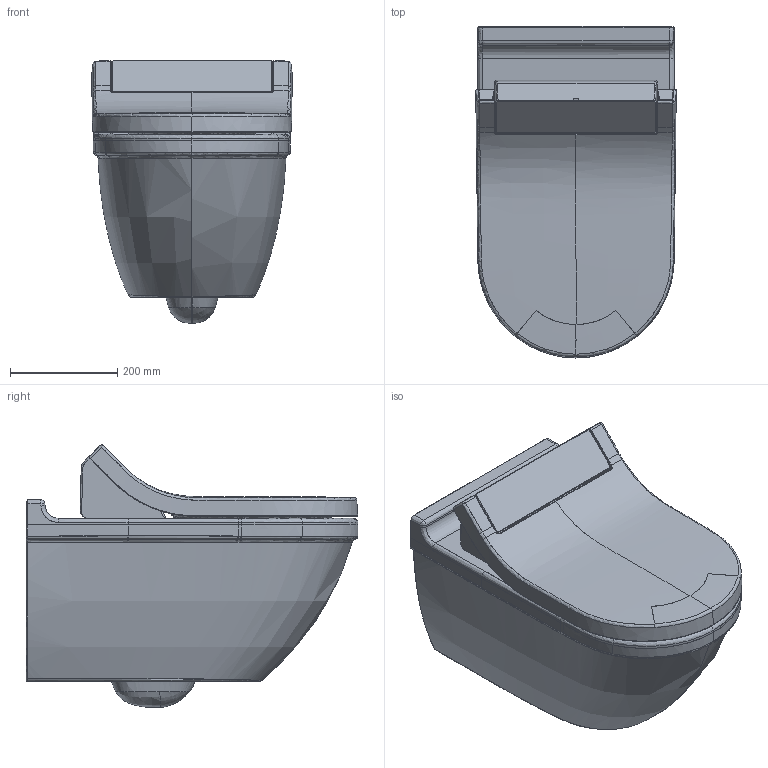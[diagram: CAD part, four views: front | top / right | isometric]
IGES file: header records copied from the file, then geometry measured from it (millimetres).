
Global section: file name: 83H252259.igs; native system: Rhinoceros ( Apr 16 2024 ); preprocessor: Trout Lake IGES 012 Apr 16 2024; date: 250131.133835; units: millimetre
Bounding box: 374.54 x 620 x 491.29 mm (x, y, z)
Surface area: 2299529.5 mm2 (no closed solid volume)
Topology: 0 solids, 0 shells, 4725 faces, 36813 edges, 36740 vertices
Faces by surface type: bspline 4725
